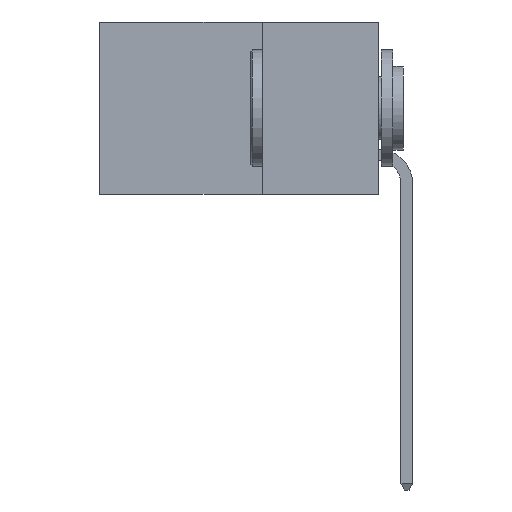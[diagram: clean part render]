
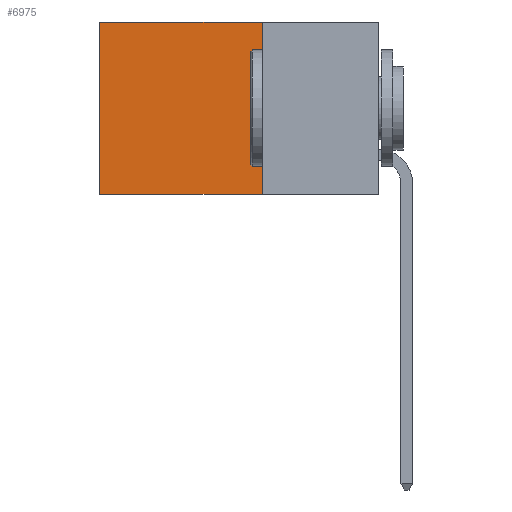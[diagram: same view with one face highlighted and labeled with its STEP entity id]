
A CAD part, left-side view. The second image highlights one B-rep face of the part: STEP entity #6975.
In plain terms, the highlighted planar face has unit normal (-1, 0, 0).
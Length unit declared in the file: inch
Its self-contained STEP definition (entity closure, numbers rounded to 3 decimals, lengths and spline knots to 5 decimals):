
#175 = EDGE_CURVE ( 'NONE', #14496, #5027, #14463, .T. ) ;
#404 = LINE ( 'NONE', #13931, #12687 ) ;
#609 = VECTOR ( 'NONE', #14512, 39.37008 ) ;
#1238 = CARTESIAN_POINT ( 'NONE',  ( 0.2615, 0.25, -0.37 ) ) ;
#1280 = CARTESIAN_POINT ( 'NONE',  ( 0.2615, 0.6, 0. ) ) ;
#2230 = DIRECTION ( 'NONE',  ( 1., 0., 0. ) ) ;
#2451 = ORIENTED_EDGE ( 'NONE', *, *, #2456, .F. ) ;
#2456 = EDGE_CURVE ( 'NONE', #2780, #5027, #4690, .T. ) ;
#2780 = VERTEX_POINT ( 'NONE', #9161 ) ;
#4148 = FACE_OUTER_BOUND ( 'NONE', #8012, .T. ) ;
#4690 = LINE ( 'NONE', #1238, #609 ) ;
#4813 = CARTESIAN_POINT ( 'NONE',  ( 0.2615, 0.25, 0. ) ) ;
#4879 = AXIS2_PLACEMENT_3D ( 'NONE', #13237, #2230, #10881 ) ;
#5027 = VERTEX_POINT ( 'NONE', #13295 ) ;
#5167 = CARTESIAN_POINT ( 'NONE',  ( 0.2615, 0.6, -0.37 ) ) ;
#6018 = VERTEX_POINT ( 'NONE', #7796 ) ;
#6072 = DIRECTION ( 'NONE',  ( 0., 1., 0. ) ) ;
#6097 = VECTOR ( 'NONE', #6072, 39.37008 ) ;
#6975 = ADVANCED_FACE ( 'NONE', ( #4148 ), #9643, .F. ) ;
#7257 = LINE ( 'NONE', #4813, #6097 ) ;
#7281 = EDGE_CURVE ( 'NONE', #6018, #14496, #7257, .T. ) ;
#7796 = CARTESIAN_POINT ( 'NONE',  ( 0.2615, 0.25, 0. ) ) ;
#8012 = EDGE_LOOP ( 'NONE', ( #12401, #2451, #9112, #15445 ) ) ;
#8806 = EDGE_CURVE ( 'NONE', #6018, #2780, #404, .T. ) ;
#9112 = ORIENTED_EDGE ( 'NONE', *, *, #8806, .F. ) ;
#9161 = CARTESIAN_POINT ( 'NONE',  ( 0.2615, 0.25, -0.37 ) ) ;
#9643 = PLANE ( 'NONE',  #4879 ) ;
#10881 = DIRECTION ( 'NONE',  ( 0., 0., -1. ) ) ;
#11509 = DIRECTION ( 'NONE',  ( 0., 0., -1. ) ) ;
#11659 = VECTOR ( 'NONE', #12005, 39.37008 ) ;
#12005 = DIRECTION ( 'NONE',  ( 0., 0., -1. ) ) ;
#12401 = ORIENTED_EDGE ( 'NONE', *, *, #175, .T. ) ;
#12687 = VECTOR ( 'NONE', #11509, 39.37008 ) ;
#13237 = CARTESIAN_POINT ( 'NONE',  ( 0.2615, 0.25, -0.37 ) ) ;
#13295 = CARTESIAN_POINT ( 'NONE',  ( 0.2615, 0.6, -0.37 ) ) ;
#13931 = CARTESIAN_POINT ( 'NONE',  ( 0.2615, 0.25, -0.37 ) ) ;
#14463 = LINE ( 'NONE', #5167, #11659 ) ;
#14496 = VERTEX_POINT ( 'NONE', #1280 ) ;
#14512 = DIRECTION ( 'NONE',  ( 0., 1., 0. ) ) ;
#15445 = ORIENTED_EDGE ( 'NONE', *, *, #7281, .T. ) ;
